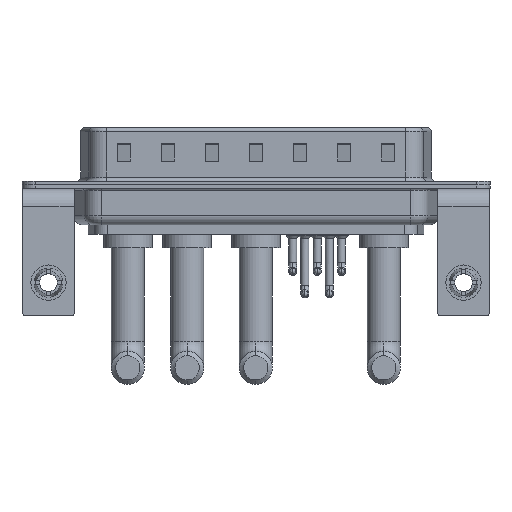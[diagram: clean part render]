
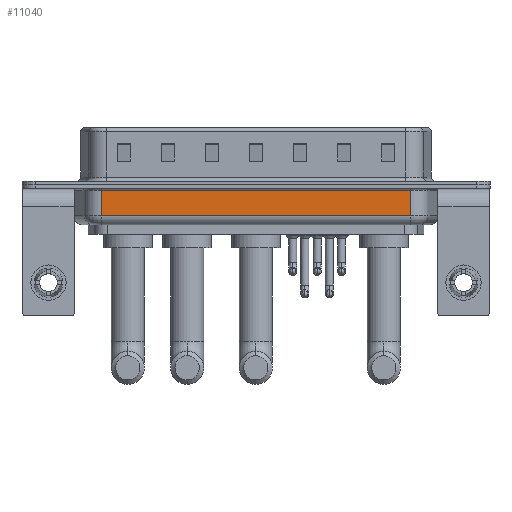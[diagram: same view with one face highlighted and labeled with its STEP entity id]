
A CAD part, front view. The second image highlights one B-rep face of the part: STEP entity #11040.
In plain terms, the highlighted planar face has unit normal (0, -1, 0).
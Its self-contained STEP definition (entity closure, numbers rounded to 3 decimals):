
#408 = AXIS2_PLACEMENT_3D ( 'NONE', #3336, #14394, #16276 ) ;
#1156 = VERTEX_POINT ( 'NONE', #15941 ) ;
#2341 = LINE ( 'NONE', #4958, #14277 ) ;
#2706 = CARTESIAN_POINT ( 'NONE',  ( 41.044, -5.35, -3.5 ) ) ;
#3260 = CARTESIAN_POINT ( 'NONE',  ( 41.044, -5.35, -4.5 ) ) ;
#3336 = CARTESIAN_POINT ( 'NONE',  ( 6.006, -5.35, -4.5 ) ) ;
#4958 = CARTESIAN_POINT ( 'NONE',  ( 6.006, -5.35, -0.65 ) ) ;
#5006 = EDGE_CURVE ( 'NONE', #1156, #14494, #2341, .T. ) ;
#6322 = VECTOR ( 'NONE', #15953, 1000. ) ;
#7550 = EDGE_CURVE ( 'NONE', #9788, #14494, #10072, .T. ) ;
#7990 = CARTESIAN_POINT ( 'NONE',  ( 6.006, -5.35, -3.5 ) ) ;
#9788 = VERTEX_POINT ( 'NONE', #18990 ) ;
#10006 = LINE ( 'NONE', #7990, #18202 ) ;
#10072 = LINE ( 'NONE', #13815, #6322 ) ;
#10497 = ORIENTED_EDGE ( 'NONE', *, *, #5006, .T. ) ;
#10577 = VECTOR ( 'NONE', #12928, 1000. ) ;
#10722 = CARTESIAN_POINT ( 'NONE',  ( 6.006, -5.35, -0.65 ) ) ;
#11040 = ADVANCED_FACE ( 'NONE', ( #12882 ), #20523, .F. ) ;
#12882 = FACE_OUTER_BOUND ( 'NONE', #20733, .T. ) ;
#12928 = DIRECTION ( 'NONE',  ( 0., 0., 1. ) ) ;
#13815 = CARTESIAN_POINT ( 'NONE',  ( 6.006, -5.35, -4.5 ) ) ;
#14277 = VECTOR ( 'NONE', #18509, 1000. ) ;
#14394 = DIRECTION ( 'NONE',  ( 0., 1., 0. ) ) ;
#14494 = VERTEX_POINT ( 'NONE', #10722 ) ;
#15941 = CARTESIAN_POINT ( 'NONE',  ( 41.044, -5.35, -0.65 ) ) ;
#15953 = DIRECTION ( 'NONE',  ( 0., 0., 1. ) ) ;
#16276 = DIRECTION ( 'NONE',  ( 0., 0., 1. ) ) ;
#16739 = ORIENTED_EDGE ( 'NONE', *, *, #22153, .T. ) ;
#18202 = VECTOR ( 'NONE', #19396, 1000. ) ;
#18509 = DIRECTION ( 'NONE',  ( -1., 0., 0. ) ) ;
#18990 = CARTESIAN_POINT ( 'NONE',  ( 6.006, -5.35, -3.5 ) ) ;
#19396 = DIRECTION ( 'NONE',  ( 1., 0., 0. ) ) ;
#20523 = PLANE ( 'NONE',  #408 ) ;
#20733 = EDGE_LOOP ( 'NONE', ( #20794, #22304, #16739, #10497 ) ) ;
#20794 = ORIENTED_EDGE ( 'NONE', *, *, #7550, .F. ) ;
#22153 = EDGE_CURVE ( 'NONE', #24172, #1156, #24232, .T. ) ;
#22304 = ORIENTED_EDGE ( 'NONE', *, *, #23000, .T. ) ;
#23000 = EDGE_CURVE ( 'NONE', #9788, #24172, #10006, .T. ) ;
#24172 = VERTEX_POINT ( 'NONE', #2706 ) ;
#24232 = LINE ( 'NONE', #3260, #10577 ) ;
